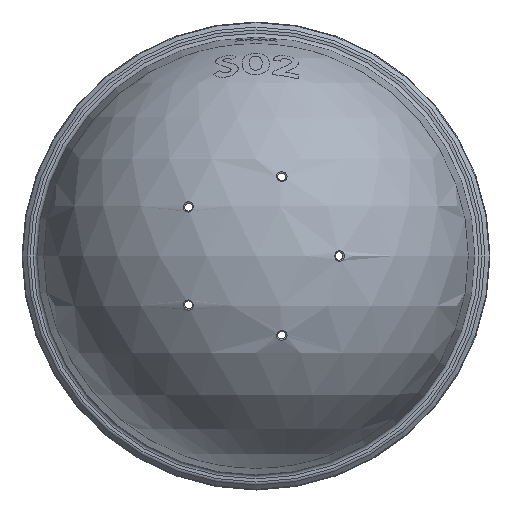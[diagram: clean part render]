
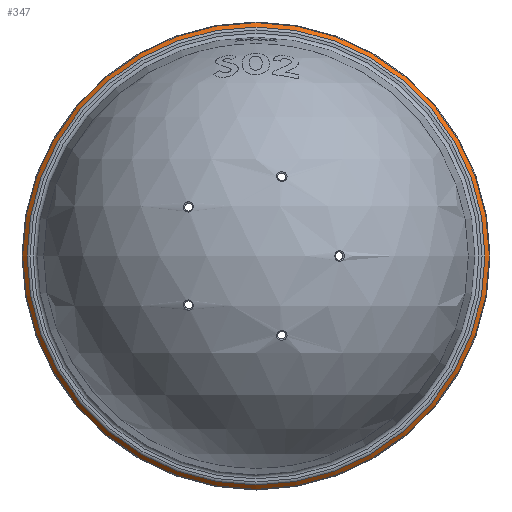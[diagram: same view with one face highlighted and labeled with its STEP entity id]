
A CAD part, front view. The second image highlights one B-rep face of the part: STEP entity #347.
In plain terms, the highlighted conical face has half-angle 45 degrees and reference radius 54.5 mm.
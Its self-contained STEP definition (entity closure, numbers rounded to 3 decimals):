
#130 = CIRCLE ( 'NONE', #344, 55.854 ) ;
#173 = AXIS2_PLACEMENT_3D ( 'NONE', #1388, #208, #1865 ) ;
#208 = DIRECTION ( 'NONE',  ( 0., 1., 0. ) ) ;
#215 = DIRECTION ( 'NONE',  ( 0., 1., 0. ) ) ;
#344 = AXIS2_PLACEMENT_3D ( 'NONE', #983, #1610, #1284 ) ;
#347 = ADVANCED_FACE ( 'NONE', ( #1964, #1947 ), #586, .T. ) ;
#449 = EDGE_CURVE ( 'NONE', #1517, #1517, #130, .T. ) ;
#586 = CONICAL_SURFACE ( 'NONE', #173, 54.5, 0.785 ) ;
#709 = CARTESIAN_POINT ( 'NONE',  ( 0., -0.354, 55.854 ) ) ;
#906 = AXIS2_PLACEMENT_3D ( 'NONE', #1886, #215, #1535 ) ;
#983 = CARTESIAN_POINT ( 'NONE',  ( 0., -0.354, 0. ) ) ;
#1065 = ORIENTED_EDGE ( 'NONE', *, *, #1548, .T. ) ;
#1252 = VERTEX_POINT ( 'NONE', #1455 ) ;
#1255 = CIRCLE ( 'NONE', #906, 54.793 ) ;
#1284 = DIRECTION ( 'NONE',  ( 0., 0., 1. ) ) ;
#1388 = CARTESIAN_POINT ( 'NONE',  ( 0., -1.707, 0. ) ) ;
#1444 = EDGE_LOOP ( 'NONE', ( #1769 ) ) ;
#1455 = CARTESIAN_POINT ( 'NONE',  ( 0., -1.414, -54.793 ) ) ;
#1517 = VERTEX_POINT ( 'NONE', #709 ) ;
#1535 = DIRECTION ( 'NONE',  ( 0., 0., -1. ) ) ;
#1548 = EDGE_CURVE ( 'NONE', #1252, #1252, #1255, .T. ) ;
#1610 = DIRECTION ( 'NONE',  ( 0., 1., 0. ) ) ;
#1637 = EDGE_LOOP ( 'NONE', ( #1065 ) ) ;
#1769 = ORIENTED_EDGE ( 'NONE', *, *, #449, .F. ) ;
#1865 = DIRECTION ( 'NONE',  ( 0., 0., 1. ) ) ;
#1886 = CARTESIAN_POINT ( 'NONE',  ( 0., -1.414, 0. ) ) ;
#1947 = FACE_OUTER_BOUND ( 'NONE', #1444, .T. ) ;
#1964 = FACE_BOUND ( 'NONE', #1637, .T. ) ;
